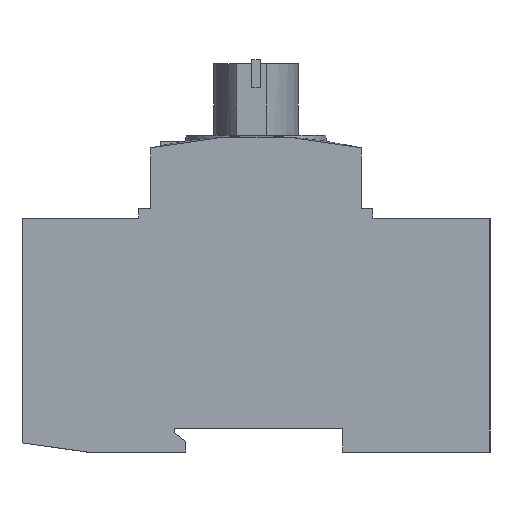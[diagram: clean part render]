
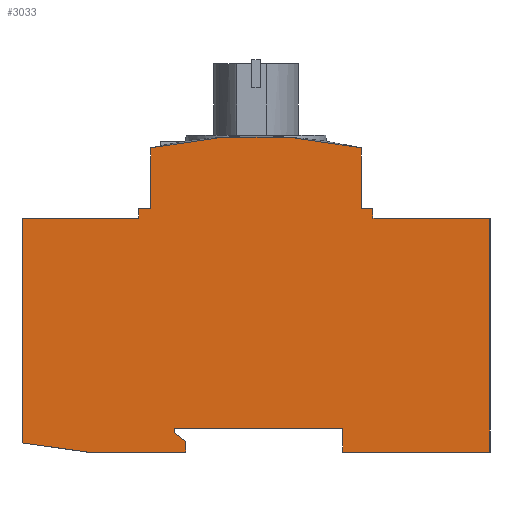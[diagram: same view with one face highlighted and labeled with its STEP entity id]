
A CAD part, left-side view. The second image highlights one B-rep face of the part: STEP entity #3033.
In plain terms, the highlighted planar face has unit normal (-1, 0, 0).
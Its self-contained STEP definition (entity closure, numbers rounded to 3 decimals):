
#1=DIRECTION('',(0.,1.,0.));
#2=VECTOR('',#1,31.5);
#3=CARTESIAN_POINT('',(-67.5,-50.,-33.75));
#4=LINE('',#3,#2);
#5=DIRECTION('',(0.,0.,1.));
#6=VECTOR('',#5,5.);
#7=CARTESIAN_POINT('',(-67.5,-18.5,-33.75));
#8=LINE('',#7,#6);
#9=DIRECTION('',(0.,1.,0.));
#10=VECTOR('',#9,36.);
#11=CARTESIAN_POINT('',(-67.5,-18.5,-28.75));
#12=LINE('',#11,#10);
#13=DIRECTION('',(0.,0.,-1.));
#14=VECTOR('',#13,0.9);
#15=CARTESIAN_POINT('',(-67.5,17.5,-28.75));
#16=LINE('',#15,#14);
#17=DIRECTION('',(0.,-0.809,-0.588));
#18=VECTOR('',#17,3.09);
#19=CARTESIAN_POINT('',(-67.5,17.5,-29.65));
#20=LINE('',#19,#18);
#21=DIRECTION('',(0.,0.,-1.));
#22=VECTOR('',#21,2.284);
#23=CARTESIAN_POINT('',(-67.5,15.,-31.466));
#24=LINE('',#23,#22);
#25=DIRECTION('',(0.,1.,0.));
#26=VECTOR('',#25,21.);
#27=CARTESIAN_POINT('',(-67.5,15.,-33.75));
#28=LINE('',#27,#26);
#29=DIRECTION('',(0.,0.99,0.139));
#30=VECTOR('',#29,14.138);
#31=CARTESIAN_POINT('',(-67.5,36.,-33.75));
#32=LINE('',#31,#30);
#33=DIRECTION('',(0.,0.,1.));
#34=VECTOR('',#33,48.032);
#35=CARTESIAN_POINT('',(-67.5,50.,-31.782));
#36=LINE('',#35,#34);
#37=DIRECTION('',(0.,-1.,0.));
#38=VECTOR('',#37,25.);
#39=CARTESIAN_POINT('',(-67.5,50.,16.25));
#40=LINE('',#39,#38);
#41=DIRECTION('',(0.,0.,1.));
#42=VECTOR('',#41,2.);
#43=CARTESIAN_POINT('',(-67.5,25.,16.25));
#44=LINE('',#43,#42);
#45=DIRECTION('',(0.,-1.,0.));
#46=VECTOR('',#45,2.5);
#47=CARTESIAN_POINT('',(-67.5,25.,18.25));
#48=LINE('',#47,#46);
#49=DIRECTION('',(0.,0.,1.));
#50=VECTOR('',#49,13.);
#51=CARTESIAN_POINT('',(-67.5,22.5,18.25));
#52=LINE('',#51,#50);
#53=CARTESIAN_POINT('',(-67.5,0.,-68.75));
#54=DIRECTION('',(1.,0.,0.));
#55=DIRECTION('',(0.,0.22,0.976));
#56=AXIS2_PLACEMENT_3D('',#53,#54,#55);
#58=DIRECTION('',(0.,0.,-1.));
#59=VECTOR('',#58,13.);
#60=CARTESIAN_POINT('',(-67.5,-22.5,31.25));
#61=LINE('',#60,#59);
#62=DIRECTION('',(0.,-1.,0.));
#63=VECTOR('',#62,2.5);
#64=CARTESIAN_POINT('',(-67.5,-22.5,18.25));
#65=LINE('',#64,#63);
#66=DIRECTION('',(0.,0.,-1.));
#67=VECTOR('',#66,2.);
#68=CARTESIAN_POINT('',(-67.5,-25.,18.25));
#69=LINE('',#68,#67);
#70=DIRECTION('',(0.,-1.,0.));
#71=VECTOR('',#70,25.);
#72=CARTESIAN_POINT('',(-67.5,-25.,16.25));
#73=LINE('',#72,#71);
#74=DIRECTION('',(0.,0.,-1.));
#75=VECTOR('',#74,50.);
#76=CARTESIAN_POINT('',(-67.5,-50.,16.25));
#77=LINE('',#76,#75);
#2272=CARTESIAN_POINT('',(-67.5,-50.,-33.75));
#2273=CARTESIAN_POINT('',(-67.5,-18.5,-33.75));
#2274=VERTEX_POINT('',#2272);
#2275=VERTEX_POINT('',#2273);
#2276=CARTESIAN_POINT('',(-67.5,-18.5,-28.75));
#2277=VERTEX_POINT('',#2276);
#2278=CARTESIAN_POINT('',(-67.5,17.5,-28.75));
#2279=VERTEX_POINT('',#2278);
#2280=CARTESIAN_POINT('',(-67.5,17.5,-29.65));
#2281=VERTEX_POINT('',#2280);
#2282=CARTESIAN_POINT('',(-67.5,15.,-31.466));
#2283=VERTEX_POINT('',#2282);
#2284=CARTESIAN_POINT('',(-67.5,15.,-33.75));
#2285=VERTEX_POINT('',#2284);
#2286=CARTESIAN_POINT('',(-67.5,36.,-33.75));
#2287=VERTEX_POINT('',#2286);
#2288=CARTESIAN_POINT('',(-67.5,50.,-31.782));
#2289=VERTEX_POINT('',#2288);
#2290=CARTESIAN_POINT('',(-67.5,50.,16.25));
#2291=VERTEX_POINT('',#2290);
#2292=CARTESIAN_POINT('',(-67.5,25.,16.25));
#2293=VERTEX_POINT('',#2292);
#2294=CARTESIAN_POINT('',(-67.5,25.,18.25));
#2295=VERTEX_POINT('',#2294);
#2296=CARTESIAN_POINT('',(-67.5,22.5,18.25));
#2297=VERTEX_POINT('',#2296);
#2298=CARTESIAN_POINT('',(-67.5,22.5,31.25));
#2299=VERTEX_POINT('',#2298);
#2300=CARTESIAN_POINT('',(-67.5,-22.5,31.25));
#2301=VERTEX_POINT('',#2300);
#2302=CARTESIAN_POINT('',(-67.5,-22.5,18.25));
#2303=VERTEX_POINT('',#2302);
#2304=CARTESIAN_POINT('',(-67.5,-25.,18.25));
#2305=VERTEX_POINT('',#2304);
#2306=CARTESIAN_POINT('',(-67.5,-25.,16.25));
#2307=VERTEX_POINT('',#2306);
#2308=CARTESIAN_POINT('',(-67.5,-50.,16.25));
#2309=VERTEX_POINT('',#2308);
#2988=CARTESIAN_POINT('',(-67.5,0.,0.));
#2989=DIRECTION('',(1.,0.,0.));
#2990=DIRECTION('',(0.,0.,-1.));
#2991=AXIS2_PLACEMENT_3D('',#2988,#2989,#2990);
#2992=PLANE('',#2991);
#2994=ORIENTED_EDGE('',*,*,#2993,.T.);
#2996=ORIENTED_EDGE('',*,*,#2995,.T.);
#2998=ORIENTED_EDGE('',*,*,#2997,.T.);
#3000=ORIENTED_EDGE('',*,*,#2999,.T.);
#3002=ORIENTED_EDGE('',*,*,#3001,.T.);
#3004=ORIENTED_EDGE('',*,*,#3003,.T.);
#3006=ORIENTED_EDGE('',*,*,#3005,.T.);
#3008=ORIENTED_EDGE('',*,*,#3007,.T.);
#3010=ORIENTED_EDGE('',*,*,#3009,.T.);
#3012=ORIENTED_EDGE('',*,*,#3011,.T.);
#3014=ORIENTED_EDGE('',*,*,#3013,.T.);
#3016=ORIENTED_EDGE('',*,*,#3015,.T.);
#3018=ORIENTED_EDGE('',*,*,#3017,.T.);
#3020=ORIENTED_EDGE('',*,*,#3019,.T.);
#3022=ORIENTED_EDGE('',*,*,#3021,.T.);
#3024=ORIENTED_EDGE('',*,*,#3023,.T.);
#3026=ORIENTED_EDGE('',*,*,#3025,.T.);
#3028=ORIENTED_EDGE('',*,*,#3027,.T.);
#3030=ORIENTED_EDGE('',*,*,#3029,.T.);
#3031=EDGE_LOOP('',(#2994,#2996,#2998,#3000,#3002,#3004,#3006,#3008,#3010,#3012,
#3014,#3016,#3018,#3020,#3022,#3024,#3026,#3028,#3030));
#3032=FACE_OUTER_BOUND('',#3031,.F.);
#57=CIRCLE('',#56,102.5);
#2993=EDGE_CURVE('',#2274,#2275,#4,.T.);
#2995=EDGE_CURVE('',#2275,#2277,#8,.T.);
#2997=EDGE_CURVE('',#2277,#2279,#12,.T.);
#2999=EDGE_CURVE('',#2279,#2281,#16,.T.);
#3001=EDGE_CURVE('',#2281,#2283,#20,.T.);
#3003=EDGE_CURVE('',#2283,#2285,#24,.T.);
#3005=EDGE_CURVE('',#2285,#2287,#28,.T.);
#3007=EDGE_CURVE('',#2287,#2289,#32,.T.);
#3009=EDGE_CURVE('',#2289,#2291,#36,.T.);
#3011=EDGE_CURVE('',#2291,#2293,#40,.T.);
#3013=EDGE_CURVE('',#2293,#2295,#44,.T.);
#3015=EDGE_CURVE('',#2295,#2297,#48,.T.);
#3017=EDGE_CURVE('',#2297,#2299,#52,.T.);
#3019=EDGE_CURVE('',#2299,#2301,#57,.T.);
#3021=EDGE_CURVE('',#2301,#2303,#61,.T.);
#3023=EDGE_CURVE('',#2303,#2305,#65,.T.);
#3025=EDGE_CURVE('',#2305,#2307,#69,.T.);
#3027=EDGE_CURVE('',#2307,#2309,#73,.T.);
#3029=EDGE_CURVE('',#2309,#2274,#77,.T.);
#3033=ADVANCED_FACE('',(#3032),#2992,.F.);
